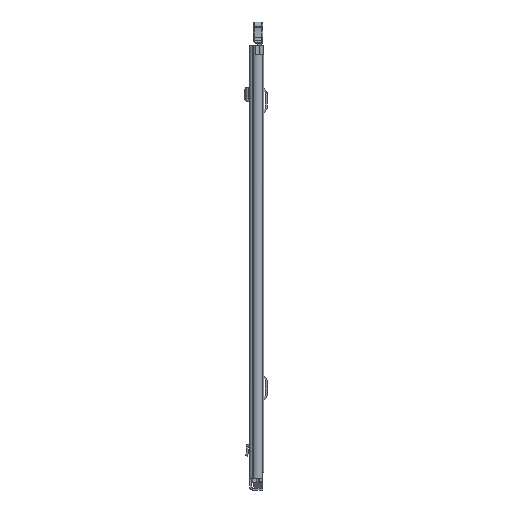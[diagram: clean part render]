
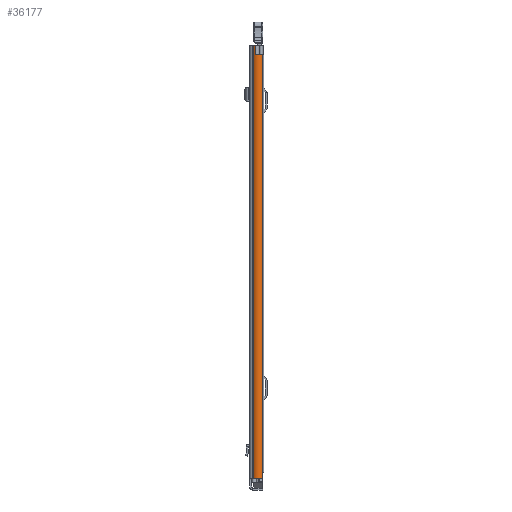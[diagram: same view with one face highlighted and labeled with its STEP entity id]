
A CAD part, front view. The second image highlights one B-rep face of the part: STEP entity #36177.
In plain terms, the highlighted cylindrical face has radius 7.6 mm (diameter 15.2 mm), a partial arc.
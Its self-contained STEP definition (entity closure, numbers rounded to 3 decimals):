
#592 = CARTESIAN_POINT ( 'NONE',  ( 10.602, -30.5, -12.2 ) ) ;
#698 = CIRCLE ( 'NONE', #30572, 7.6 ) ;
#982 = ORIENTED_EDGE ( 'NONE', *, *, #18411, .F. ) ;
#2525 = CARTESIAN_POINT ( 'NONE',  ( 5.244, -35.891, -609.6 ) ) ;
#2606 = VERTEX_POINT ( 'NONE', #13526 ) ;
#3150 = CARTESIAN_POINT ( 'NONE',  ( 10.602, -30.5, 0. ) ) ;
#4246 = EDGE_CURVE ( 'NONE', #12033, #6059, #10535, .T. ) ;
#4424 = CARTESIAN_POINT ( 'NONE',  ( 10.602, -30.5, -609.6 ) ) ;
#6059 = VERTEX_POINT ( 'NONE', #21047 ) ;
#6605 = ORIENTED_EDGE ( 'NONE', *, *, #30089, .F. ) ;
#7166 = CIRCLE ( 'NONE', #10179, 7.6 ) ;
#8694 = EDGE_CURVE ( 'NONE', #6059, #23779, #698, .T. ) ;
#9161 = FACE_OUTER_BOUND ( 'NONE', #26949, .T. ) ;
#10179 = AXIS2_PLACEMENT_3D ( 'NONE', #32680, #24219, #19317 ) ;
#10535 = LINE ( 'NONE', #31112, #21366 ) ;
#12033 = VERTEX_POINT ( 'NONE', #23291 ) ;
#13212 = CYLINDRICAL_SURFACE ( 'NONE', #33755, 7.6 ) ;
#13526 = CARTESIAN_POINT ( 'NONE',  ( 16.488, -35.307, -593.6 ) ) ;
#15958 = DIRECTION ( 'NONE',  ( 1., 0., 0. ) ) ;
#17436 = CARTESIAN_POINT ( 'NONE',  ( 16.488, -35.307, -12.2 ) ) ;
#18034 = ORIENTED_EDGE ( 'NONE', *, *, #27768, .T. ) ;
#18406 = VERTEX_POINT ( 'NONE', #17436 ) ;
#18411 = EDGE_CURVE ( 'NONE', #12033, #18406, #36506, .T. ) ;
#19317 = DIRECTION ( 'NONE',  ( 1., 0., 0. ) ) ;
#19854 = DIRECTION ( 'NONE',  ( 0., 0., 1. ) ) ;
#20192 = CARTESIAN_POINT ( 'NONE',  ( 5.244, -35.891, -593.6 ) ) ;
#20552 = DIRECTION ( 'NONE',  ( 0., 0., 1. ) ) ;
#21047 = CARTESIAN_POINT ( 'NONE',  ( 8.413, -37.778, 0. ) ) ;
#21366 = VECTOR ( 'NONE', #19854, 1000. ) ;
#22318 = VERTEX_POINT ( 'NONE', #20192 ) ;
#22348 = ORIENTED_EDGE ( 'NONE', *, *, #8694, .T. ) ;
#22838 = DIRECTION ( 'NONE',  ( 1., 0., 0. ) ) ;
#23291 = CARTESIAN_POINT ( 'NONE',  ( 8.413, -37.778, -12.2 ) ) ;
#23384 = DIRECTION ( 'NONE',  ( 0., 0., 1. ) ) ;
#23719 = DIRECTION ( 'NONE',  ( 1., 0., 0. ) ) ;
#23779 = VERTEX_POINT ( 'NONE', #30875 ) ;
#23901 = VECTOR ( 'NONE', #27509, 1000. ) ;
#24219 = DIRECTION ( 'NONE',  ( 0., 0., 1. ) ) ;
#24550 = AXIS2_PLACEMENT_3D ( 'NONE', #592, #23384, #22838 ) ;
#25927 = DIRECTION ( 'NONE',  ( 0., 0., -1. ) ) ;
#26943 = VECTOR ( 'NONE', #27765, 1000. ) ;
#26949 = EDGE_LOOP ( 'NONE', ( #32513, #18034, #982, #27596, #22348, #6605 ) ) ;
#27509 = DIRECTION ( 'NONE',  ( 0., 0., 1. ) ) ;
#27596 = ORIENTED_EDGE ( 'NONE', *, *, #4246, .T. ) ;
#27765 = DIRECTION ( 'NONE',  ( 0., 0., 1. ) ) ;
#27768 = EDGE_CURVE ( 'NONE', #2606, #18406, #32930, .T. ) ;
#28961 = EDGE_CURVE ( 'NONE', #22318, #2606, #7166, .T. ) ;
#29770 = CARTESIAN_POINT ( 'NONE',  ( 16.488, -35.307, -609.6 ) ) ;
#30089 = EDGE_CURVE ( 'NONE', #22318, #23779, #36724, .T. ) ;
#30572 = AXIS2_PLACEMENT_3D ( 'NONE', #3150, #25927, #15958 ) ;
#30875 = CARTESIAN_POINT ( 'NONE',  ( 5.244, -35.891, 0. ) ) ;
#31112 = CARTESIAN_POINT ( 'NONE',  ( 8.413, -37.778, -609.6 ) ) ;
#32513 = ORIENTED_EDGE ( 'NONE', *, *, #28961, .T. ) ;
#32680 = CARTESIAN_POINT ( 'NONE',  ( 10.602, -30.5, -593.6 ) ) ;
#32930 = LINE ( 'NONE', #29770, #23901 ) ;
#33755 = AXIS2_PLACEMENT_3D ( 'NONE', #4424, #20552, #23719 ) ;
#36177 = ADVANCED_FACE ( 'NONE', ( #9161 ), #13212, .T. ) ;
#36506 = CIRCLE ( 'NONE', #24550, 7.6 ) ;
#36724 = LINE ( 'NONE', #2525, #26943 ) ;
